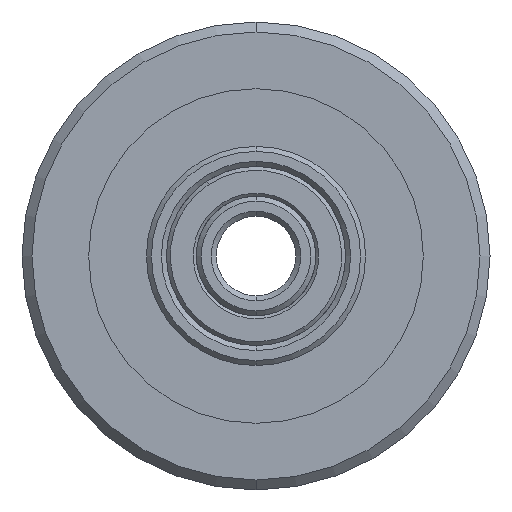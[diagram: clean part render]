
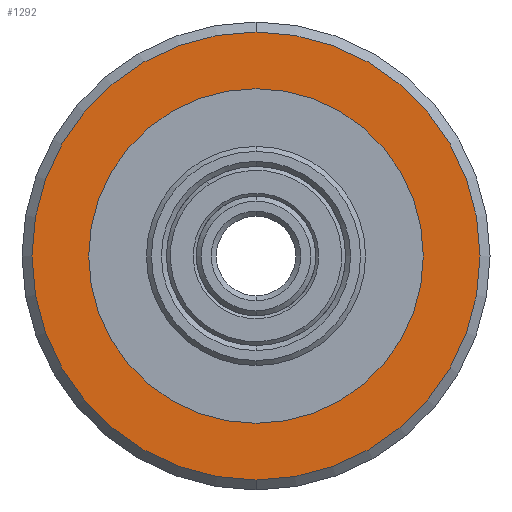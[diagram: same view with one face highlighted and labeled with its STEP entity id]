
A CAD part, front view. The second image highlights one B-rep face of the part: STEP entity #1292.
In plain terms, the highlighted planar face has unit normal (0, -1, 0).
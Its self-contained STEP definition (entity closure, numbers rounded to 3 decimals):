
#22 = ORIENTED_EDGE ( 'NONE', *, *, #2143, .F. ) ;
#161 = EDGE_LOOP ( 'NONE', ( #22, #2404 ) ) ;
#419 = FACE_OUTER_BOUND ( 'NONE', #451, .T. ) ;
#451 = EDGE_LOOP ( 'NONE', ( #1669, #875 ) ) ;
#472 = VERTEX_POINT ( 'NONE', #1988 ) ;
#531 = DIRECTION ( 'NONE',  ( 0., 0., -1. ) ) ;
#541 = DIRECTION ( 'NONE',  ( 0., -1., 0. ) ) ;
#547 = CARTESIAN_POINT ( 'NONE',  ( 0., 5.8, 0. ) ) ;
#651 = DIRECTION ( 'NONE',  ( 0., -1., 0. ) ) ;
#654 = DIRECTION ( 'NONE',  ( 0., 0., -1. ) ) ;
#678 = VERTEX_POINT ( 'NONE', #1642 ) ;
#734 = DIRECTION ( 'NONE',  ( 0., 0., -1. ) ) ;
#737 = DIRECTION ( 'NONE',  ( 0., -1., 0. ) ) ;
#744 = CARTESIAN_POINT ( 'NONE',  ( 0., 5.8, 0. ) ) ;
#875 = ORIENTED_EDGE ( 'NONE', *, *, #2071, .T. ) ;
#1239 = DIRECTION ( 'NONE',  ( 0., 0., -1. ) ) ;
#1241 = DIRECTION ( 'NONE',  ( 0., -1., 0. ) ) ;
#1247 = CARTESIAN_POINT ( 'NONE',  ( 0., 5.8, 0. ) ) ;
#1292 = ADVANCED_FACE ( 'NONE', ( #419, #1938 ), #2246, .T. ) ;
#1364 = AXIS2_PLACEMENT_3D ( 'NONE', #547, #541, #531 ) ;
#1428 = AXIS2_PLACEMENT_3D ( 'NONE', #1480, #651, #654 ) ;
#1443 = AXIS2_PLACEMENT_3D ( 'NONE', #744, #737, #734 ) ;
#1447 = CIRCLE ( 'NONE', #1428, 16.8 ) ;
#1477 = VERTEX_POINT ( 'NONE', #2069 ) ;
#1480 = CARTESIAN_POINT ( 'NONE',  ( 0., 5.8, 0. ) ) ;
#1493 = CIRCLE ( 'NONE', #1519, 22.5 ) ;
#1519 = AXIS2_PLACEMENT_3D ( 'NONE', #1247, #1241, #1239 ) ;
#1642 = CARTESIAN_POINT ( 'NONE',  ( 0., 5.8, 16.8 ) ) ;
#1669 = ORIENTED_EDGE ( 'NONE', *, *, #2195, .T. ) ;
#1712 = VERTEX_POINT ( 'NONE', #1791 ) ;
#1791 = CARTESIAN_POINT ( 'NONE',  ( 0., 5.8, 22.5 ) ) ;
#1797 = AXIS2_PLACEMENT_3D ( 'NONE', #2243, #2286, #2239 ) ;
#1938 = FACE_BOUND ( 'NONE', #161, .T. ) ;
#1988 = CARTESIAN_POINT ( 'NONE',  ( 0., 5.8, -22.5 ) ) ;
#2069 = CARTESIAN_POINT ( 'NONE',  ( 0., 5.8, -16.8 ) ) ;
#2071 = EDGE_CURVE ( 'NONE', #472, #1712, #1493, .T. ) ;
#2143 = EDGE_CURVE ( 'NONE', #1477, #678, #2585, .T. ) ;
#2155 = EDGE_CURVE ( 'NONE', #678, #1477, #1447, .T. ) ;
#2195 = EDGE_CURVE ( 'NONE', #1712, #472, #2342, .T. ) ;
#2239 = DIRECTION ( 'NONE',  ( 0., 0., -1. ) ) ;
#2243 = CARTESIAN_POINT ( 'NONE',  ( 16.8, 5.8, 0. ) ) ;
#2246 = PLANE ( 'NONE',  #1797 ) ;
#2286 = DIRECTION ( 'NONE',  ( 0., -1., 0. ) ) ;
#2342 = CIRCLE ( 'NONE', #1364, 22.5 ) ;
#2404 = ORIENTED_EDGE ( 'NONE', *, *, #2155, .F. ) ;
#2585 = CIRCLE ( 'NONE', #1443, 16.8 ) ;
